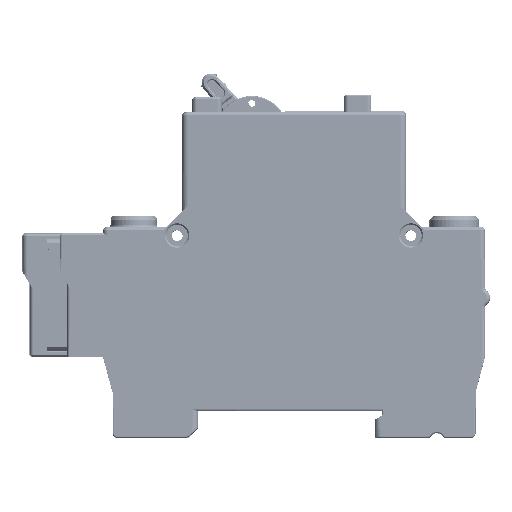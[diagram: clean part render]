
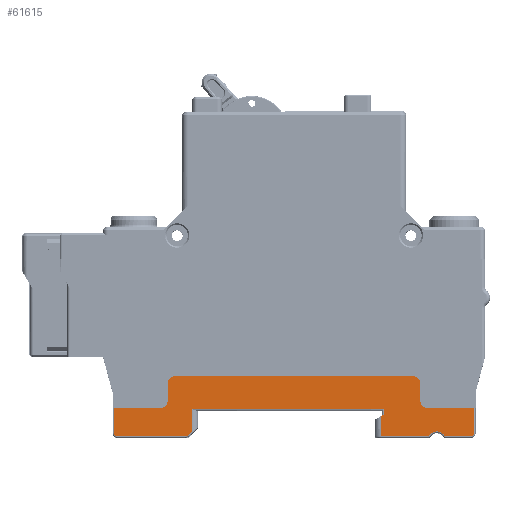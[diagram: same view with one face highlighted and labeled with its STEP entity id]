
A CAD part, top view. The second image highlights one B-rep face of the part: STEP entity #61615.
In plain terms, the highlighted planar face has unit normal (0, 0, 1).
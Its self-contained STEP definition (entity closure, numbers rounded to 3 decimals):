
#51029=DIRECTION('',(0.866,0.5,0.));
#51030=VECTOR('',#51029,0.693);
#51031=CARTESIAN_POINT('',(17.4,-38.073,1.5));
#51032=LINE('',#51031,#51030);
#51033=DIRECTION('',(-1.,0.,0.));
#51034=VECTOR('',#51033,38.5);
#51035=CARTESIAN_POINT('',(18.,-36.6,1.5));
#51036=LINE('',#51035,#51034);
#51037=DIRECTION('',(-0.707,-0.707,0.));
#51038=VECTOR('',#51037,0.603);
#51039=CARTESIAN_POINT('',(-20.5,-41.176,
1.5));
#51040=LINE('',#51039,#51038);
#51041=CARTESIAN_POINT('',(-22.128,-40.4,1.5));
#51042=DIRECTION('',(0.,0.,-1.));
#51043=DIRECTION('',(0.707,-0.707,0.));
#51044=AXIS2_PLACEMENT_3D('',#51041,#51042,#51043);
#51046=DIRECTION('',(-1.,0.,0.));
#51047=VECTOR('',#51046,13.371);
#51048=CARTESIAN_POINT('',(-22.128,-42.1,
1.5));
#51049=LINE('',#51048,#51047);
#51050=CARTESIAN_POINT('',(-35.5,-41.4,1.5));
#51051=DIRECTION('',(0.,0.,-1.));
#51052=DIRECTION('',(0.,-1.,0.));
#51053=AXIS2_PLACEMENT_3D('',#51050,#51051,#51052);
#51055=DIRECTION('',(0.,1.,0.));
#51056=VECTOR('',#51055,5.);
#51057=CARTESIAN_POINT('',(-36.2,-41.4,
1.5));
#51058=LINE('',#51057,#51056);
#51059=DIRECTION('',(1.,0.,0.));
#51060=VECTOR('',#51059,9.3);
#51061=CARTESIAN_POINT('',(-36.2,-36.4,1.5));
#51062=LINE('',#51061,#51060);
#51063=CARTESIAN_POINT('',(-26.9,-34.9,1.5));
#51064=DIRECTION('',(0.,0.,1.));
#51065=DIRECTION('',(0.,-1.,0.));
#51066=AXIS2_PLACEMENT_3D('',#51063,#51064,#51065);
#51068=DIRECTION('',(0.,1.,0.));
#51069=VECTOR('',#51068,3.4);
#51070=CARTESIAN_POINT('',(-25.4,-34.9,1.5));
#51071=LINE('',#51070,#51069);
#51072=CARTESIAN_POINT('',(-23.9,-31.5,1.5));
#51073=DIRECTION('',(0.,0.,-1.));
#51074=DIRECTION('',(-1.,0.,0.));
#51075=AXIS2_PLACEMENT_3D('',#51072,#51073,#51074);
#51077=CARTESIAN_POINT('',(23.9,-31.5,1.5));
#51078=DIRECTION('',(0.,0.,-1.));
#51079=DIRECTION('',(0.,1.,0.));
#51080=AXIS2_PLACEMENT_3D('',#51077,#51078,#51079);
#51082=DIRECTION('',(0.,-1.,0.));
#51083=VECTOR('',#51082,3.4);
#51084=CARTESIAN_POINT('',(25.4,-31.5,1.5));
#51085=LINE('',#51084,#51083);
#51086=CARTESIAN_POINT('',(26.9,-34.9,1.5));
#51087=DIRECTION('',(0.,0.,1.));
#51088=DIRECTION('',(-1.,0.,0.));
#51089=AXIS2_PLACEMENT_3D('',#51086,#51087,#51088);
#51091=DIRECTION('',(1.,0.,0.));
#51092=VECTOR('',#51091,9.3);
#51093=CARTESIAN_POINT('',(26.9,-36.4,1.5));
#51094=LINE('',#51093,#51092);
#51095=DIRECTION('',(0.,-1.,
0.));
#51096=VECTOR('',#51095,5.);
#51097=CARTESIAN_POINT('',(36.2,-36.4,1.5));
#51098=LINE('',#51097,#51096);
#51099=CARTESIAN_POINT('',(35.5,-41.4,1.5));
#51100=DIRECTION('',(0.,0.,-1.));
#51101=DIRECTION('',(1.,0.,0.));
#51102=AXIS2_PLACEMENT_3D('',#51099,#51100,#51101);
#51104=DIRECTION('',(-1.,0.,0.));
#51105=VECTOR('',#51104,5.068);
#51106=CARTESIAN_POINT('',(35.5,-42.1,
1.5));
#51107=LINE('',#51106,#51105);
#51108=CARTESIAN_POINT('',(30.432,-41.9,1.5));
#51109=DIRECTION('',(0.,0.,-1.));
#51110=DIRECTION('',(0.,-1.,0.));
#51111=AXIS2_PLACEMENT_3D('',#51108,#51109,#51110);
#51113=CARTESIAN_POINT('',(28.7,-42.9,1.5));
#51114=DIRECTION('',(0.,0.,1.));
#51115=DIRECTION('',(0.866,0.5,0.));
#51116=AXIS2_PLACEMENT_3D('',#51113,#51114,#51115);
#51118=CARTESIAN_POINT('',(26.968,-41.9,1.5));
#51119=DIRECTION('',(0.,0.,-1.));
#51120=DIRECTION('',(0.866,-0.5,0.));
#51121=AXIS2_PLACEMENT_3D('',#51118,#51119,#51120);
#51123=DIRECTION('',(1.,0.,0.));
#51124=VECTOR('',#51123,9.568);
#51125=CARTESIAN_POINT('',(17.4,-42.1,1.5));
#51126=LINE('',#51125,#51124);
#54345=DIRECTION('',(0.,1.,0.));
#54346=VECTOR('',#54345,4.576);
#54347=CARTESIAN_POINT('',(-20.5,-41.176,
1.5));
#54348=LINE('',#54347,#54346);
#54373=DIRECTION('',(0.,-1.,0.));
#54374=VECTOR('',#54373,1.127);
#54375=CARTESIAN_POINT('',(18.,-36.6,1.5));
#54376=LINE('',#54375,#54374);
#54434=DIRECTION('',(0.,-1.,0.));
#54435=VECTOR('',#54434,4.027);
#54436=CARTESIAN_POINT('',(17.4,-38.073,1.5));
#54437=LINE('',#54436,#54435);
#55987=DIRECTION('',(-1.,0.,0.));
#55988=VECTOR('',#55987,47.8);
#55989=CARTESIAN_POINT('',(23.9,-30.,1.5));
#55990=LINE('',#55989,#55988);
#58518=CARTESIAN_POINT('',(-36.2,-36.4,1.5));
#58519=VERTEX_POINT('',#58518);
#58520=CARTESIAN_POINT('',(-36.2,-41.4,
1.5));
#58521=VERTEX_POINT('',#58520);
#58522=CARTESIAN_POINT('',(-26.9,-36.4,1.5));
#58523=VERTEX_POINT('',#58522);
#58524=CARTESIAN_POINT('',(-25.4,-34.9,1.5));
#58525=VERTEX_POINT('',#58524);
#58526=CARTESIAN_POINT('',(-25.4,-31.5,1.5));
#58527=VERTEX_POINT('',#58526);
#58528=CARTESIAN_POINT('',(-23.9,-30.,1.5));
#58529=VERTEX_POINT('',#58528);
#58530=CARTESIAN_POINT('',(17.4,-42.1,1.5));
#58531=CARTESIAN_POINT('',(26.968,-42.1,1.5));
#58532=VERTEX_POINT('',#58530);
#58533=VERTEX_POINT('',#58531);
#58534=CARTESIAN_POINT('',(17.4,-38.073,1.5));
#58535=VERTEX_POINT('',#58534);
#58536=CARTESIAN_POINT('',(18.,-37.727,1.5));
#58537=VERTEX_POINT('',#58536);
#58538=CARTESIAN_POINT('',(18.,-36.6,1.5));
#58539=VERTEX_POINT('',#58538);
#58540=CARTESIAN_POINT('',(-20.5,-36.6,1.5));
#58541=VERTEX_POINT('',#58540);
#58542=CARTESIAN_POINT('',(-20.5,-41.176,
1.5));
#58543=VERTEX_POINT('',#58542);
#58544=CARTESIAN_POINT('',(-20.926,-41.602,
1.5));
#58545=VERTEX_POINT('',#58544);
#58546=CARTESIAN_POINT('',(-22.128,-42.1,
1.5));
#58547=VERTEX_POINT('',#58546);
#58548=CARTESIAN_POINT('',(-35.5,-42.1,
1.5));
#58549=VERTEX_POINT('',#58548);
#58550=CARTESIAN_POINT('',(23.9,-30.,1.5));
#58551=VERTEX_POINT('',#58550);
#58552=CARTESIAN_POINT('',(25.4,-31.5,1.5));
#58553=VERTEX_POINT('',#58552);
#58554=CARTESIAN_POINT('',(25.4,-34.9,1.5));
#58555=VERTEX_POINT('',#58554);
#58556=CARTESIAN_POINT('',(26.9,-36.4,1.5));
#58557=VERTEX_POINT('',#58556);
#58558=CARTESIAN_POINT('',(36.2,-36.4,1.5));
#58559=VERTEX_POINT('',#58558);
#58560=CARTESIAN_POINT('',(36.2,-41.4,
1.5));
#58561=VERTEX_POINT('',#58560);
#58562=CARTESIAN_POINT('',(35.5,-42.1,
1.5));
#58563=VERTEX_POINT('',#58562);
#58564=CARTESIAN_POINT('',(30.432,-42.1,
1.5));
#58565=VERTEX_POINT('',#58564);
#58566=CARTESIAN_POINT('',(30.259,-42.,
1.5));
#58567=VERTEX_POINT('',#58566);
#58568=CARTESIAN_POINT('',(27.141,-42.,
1.5));
#58569=VERTEX_POINT('',#58568);
#61561=CARTESIAN_POINT('',(0.,0.,1.5));
#61562=DIRECTION('',(0.,0.,1.));
#61563=DIRECTION('',(1.,0.,0.));
#61564=AXIS2_PLACEMENT_3D('',#61561,#61562,#61563);
#61565=PLANE('',#61564);
#61567=ORIENTED_EDGE('',*,*,#61566,.F.);
#61569=ORIENTED_EDGE('',*,*,#61568,.F.);
#61571=ORIENTED_EDGE('',*,*,#61570,.T.);
#61573=ORIENTED_EDGE('',*,*,#61572,.F.);
#61575=ORIENTED_EDGE('',*,*,#61574,.T.);
#61577=ORIENTED_EDGE('',*,*,#61576,.F.);
#61579=ORIENTED_EDGE('',*,*,#61578,.T.);
#61581=ORIENTED_EDGE('',*,*,#61580,.T.);
#61583=ORIENTED_EDGE('',*,*,#61582,.T.);
#61585=ORIENTED_EDGE('',*,*,#61584,.T.);
#61586=ORIENTED_EDGE('',*,*,#61497,.T.);
#61587=ORIENTED_EDGE('',*,*,#61514,.T.);
#61588=ORIENTED_EDGE('',*,*,#61527,.T.);
#61589=ORIENTED_EDGE('',*,*,#61540,.T.);
#61590=ORIENTED_EDGE('',*,*,#61552,.T.);
#61592=ORIENTED_EDGE('',*,*,#61591,.F.);
#61594=ORIENTED_EDGE('',*,*,#61593,.T.);
#61596=ORIENTED_EDGE('',*,*,#61595,.T.);
#61598=ORIENTED_EDGE('',*,*,#61597,.T.);
#61600=ORIENTED_EDGE('',*,*,#61599,.T.);
#61602=ORIENTED_EDGE('',*,*,#61601,.T.);
#61604=ORIENTED_EDGE('',*,*,#61603,.T.);
#61606=ORIENTED_EDGE('',*,*,#61605,.T.);
#61608=ORIENTED_EDGE('',*,*,#61607,.T.);
#61610=ORIENTED_EDGE('',*,*,#61609,.T.);
#61612=ORIENTED_EDGE('',*,*,#61611,.T.);
#61613=EDGE_LOOP('',(#61567,#61569,#61571,#61573,#61575,#61577,#61579,#61581,
#61583,#61585,#61586,#61587,#61588,#61589,#61590,#61592,#61594,#61596,#61598,
#61600,#61602,#61604,#61606,#61608,#61610,#61612));
#61614=FACE_OUTER_BOUND('',#61613,.F.);
#61615=ADVANCED_FACE('',(#61614),#61565,.T.);
#51045=CIRCLE('',#51044,1.7);
#51054=CIRCLE('',#51053,0.7);
#51067=CIRCLE('',#51066,1.5);
#51076=CIRCLE('',#51075,1.5);
#51081=CIRCLE('',#51080,1.5);
#51090=CIRCLE('',#51089,1.5);
#51103=CIRCLE('',#51102,0.7);
#51112=CIRCLE('',#51111,0.2);
#51117=CIRCLE('',#51116,1.8);
#51122=CIRCLE('',#51121,0.2);
#61497=EDGE_CURVE('',#58521,#58519,#51058,.T.);
#61514=EDGE_CURVE('',#58519,#58523,#51062,.T.);
#61527=EDGE_CURVE('',#58523,#58525,#51067,.T.);
#61540=EDGE_CURVE('',#58525,#58527,#51071,.T.);
#61552=EDGE_CURVE('',#58527,#58529,#51076,.T.);
#61566=EDGE_CURVE('',#58532,#58533,#51126,.T.);
#61568=EDGE_CURVE('',#58535,#58532,#54437,.T.);
#61570=EDGE_CURVE('',#58535,#58537,#51032,.T.);
#61572=EDGE_CURVE('',#58539,#58537,#54376,.T.);
#61574=EDGE_CURVE('',#58539,#58541,#51036,.T.);
#61576=EDGE_CURVE('',#58543,#58541,#54348,.T.);
#61578=EDGE_CURVE('',#58543,#58545,#51040,.T.);
#61580=EDGE_CURVE('',#58545,#58547,#51045,.T.);
#61582=EDGE_CURVE('',#58547,#58549,#51049,.T.);
#61584=EDGE_CURVE('',#58549,#58521,#51054,.T.);
#61591=EDGE_CURVE('',#58551,#58529,#55990,.T.);
#61593=EDGE_CURVE('',#58551,#58553,#51081,.T.);
#61595=EDGE_CURVE('',#58553,#58555,#51085,.T.);
#61597=EDGE_CURVE('',#58555,#58557,#51090,.T.);
#61599=EDGE_CURVE('',#58557,#58559,#51094,.T.);
#61601=EDGE_CURVE('',#58559,#58561,#51098,.T.);
#61603=EDGE_CURVE('',#58561,#58563,#51103,.T.);
#61605=EDGE_CURVE('',#58563,#58565,#51107,.T.);
#61607=EDGE_CURVE('',#58565,#58567,#51112,.T.);
#61609=EDGE_CURVE('',#58567,#58569,#51117,.T.);
#61611=EDGE_CURVE('',#58569,#58533,#51122,.T.);
